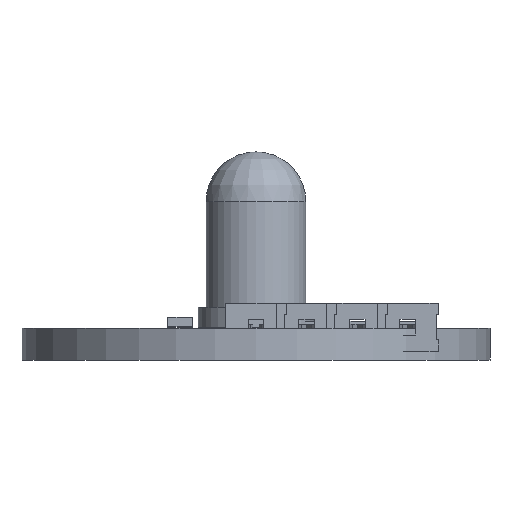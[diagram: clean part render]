
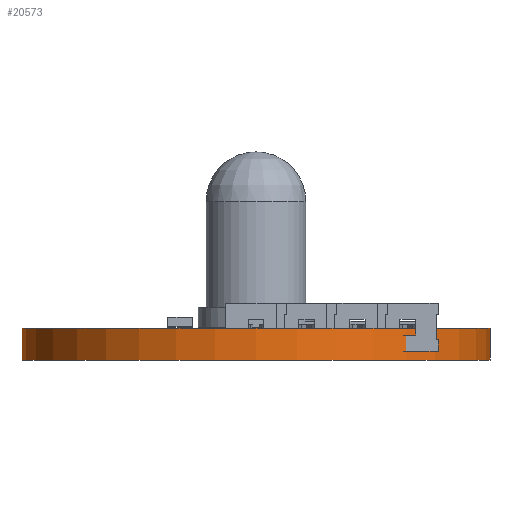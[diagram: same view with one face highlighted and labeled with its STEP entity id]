
A CAD part, left-side view. The second image highlights one B-rep face of the part: STEP entity #20573.
In plain terms, the highlighted cylindrical face has radius 11.75 mm (diameter 23.5 mm), a full revolution.
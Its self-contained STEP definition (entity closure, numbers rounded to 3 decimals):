
#20573 = ADVANCED_FACE('',(#20574),#20588,.T.);
#20574 = FACE_BOUND('',#20575,.F.);
#20575 = EDGE_LOOP('',(#20576,#20606,#20637,#20638));
#20576 = ORIENTED_EDGE('',*,*,#20577,.T.);
#20577 = EDGE_CURVE('',#20578,#20580,#20582,.T.);
#20578 = VERTEX_POINT('',#20579);
#20579 = CARTESIAN_POINT('',(11.75,0.,0.));
#20580 = VERTEX_POINT('',#20581);
#20581 = CARTESIAN_POINT('',(11.75,0.,1.6));
#20582 = SEAM_CURVE('',#20583,(#20587,#20599),.PCURVE_S1.);
#20583 = LINE('',#20584,#20585);
#20584 = CARTESIAN_POINT('',(11.75,0.,0.));
#20585 = VECTOR('',#20586,1.);
#20586 = DIRECTION('',(0.,0.,1.));
#20587 = PCURVE('',#20588,#20593);
#20588 = CYLINDRICAL_SURFACE('',#20589,11.75);
#20589 = AXIS2_PLACEMENT_3D('',#20590,#20591,#20592);
#20590 = CARTESIAN_POINT('',(0.,0.,0.));
#20591 = DIRECTION('',(0.,0.,-1.));
#20592 = DIRECTION('',(1.,0.,0.));
#20593 = DEFINITIONAL_REPRESENTATION('',(#20594),#20598);
#20594 = LINE('',#20595,#20596);
#20595 = CARTESIAN_POINT('',(0.,0.));
#20596 = VECTOR('',#20597,1.);
#20597 = DIRECTION('',(0.,-1.));
#20598 = ( GEOMETRIC_REPRESENTATION_CONTEXT(2) 
PARAMETRIC_REPRESENTATION_CONTEXT() REPRESENTATION_CONTEXT('2D SPACE',''
  ) );
#20599 = PCURVE('',#20588,#20600);
#20600 = DEFINITIONAL_REPRESENTATION('',(#20601),#20605);
#20601 = LINE('',#20602,#20603);
#20602 = CARTESIAN_POINT('',(-6.283,0.));
#20603 = VECTOR('',#20604,1.);
#20604 = DIRECTION('',(0.,-1.));
#20605 = ( GEOMETRIC_REPRESENTATION_CONTEXT(2) 
PARAMETRIC_REPRESENTATION_CONTEXT() REPRESENTATION_CONTEXT('2D SPACE',''
  ) );
#20606 = ORIENTED_EDGE('',*,*,#20607,.T.);
#20607 = EDGE_CURVE('',#20580,#20580,#20608,.T.);
#20608 = SURFACE_CURVE('',#20609,(#20614,#20621),.PCURVE_S1.);
#20609 = CIRCLE('',#20610,11.75);
#20610 = AXIS2_PLACEMENT_3D('',#20611,#20612,#20613);
#20611 = CARTESIAN_POINT('',(0.,0.,1.6));
#20612 = DIRECTION('',(0.,0.,1.));
#20613 = DIRECTION('',(1.,0.,0.));
#20614 = PCURVE('',#20588,#20615);
#20615 = DEFINITIONAL_REPRESENTATION('',(#20616),#20620);
#20616 = LINE('',#20617,#20618);
#20617 = CARTESIAN_POINT('',(0.,-1.6));
#20618 = VECTOR('',#20619,1.);
#20619 = DIRECTION('',(-1.,0.));
#20620 = ( GEOMETRIC_REPRESENTATION_CONTEXT(2) 
PARAMETRIC_REPRESENTATION_CONTEXT() REPRESENTATION_CONTEXT('2D SPACE',''
  ) );
#20621 = PCURVE('',#20622,#20627);
#20622 = PLANE('',#20623);
#20623 = AXIS2_PLACEMENT_3D('',#20624,#20625,#20626);
#20624 = CARTESIAN_POINT('',(11.75,0.,1.6));
#20625 = DIRECTION('',(0.,0.,-1.));
#20626 = DIRECTION('',(-1.,0.,0.));
#20627 = DEFINITIONAL_REPRESENTATION('',(#20628),#20636);
#20628 = ( BOUNDED_CURVE() B_SPLINE_CURVE(2,(#20629,#20630,#20631,#20632
    ,#20633,#20634,#20635),.UNSPECIFIED.,.F.,.F.) 
B_SPLINE_CURVE_WITH_KNOTS((1,2,2,2,2,1),(-2.094,0.,
    2.094,4.189,6.283,8.378),
.UNSPECIFIED.) CURVE() GEOMETRIC_REPRESENTATION_ITEM() 
RATIONAL_B_SPLINE_CURVE((1.,0.5,1.,0.5,1.,0.5,1.)) REPRESENTATION_ITEM(
  '') );
#20629 = CARTESIAN_POINT('',(0.,0.));
#20630 = CARTESIAN_POINT('',(0.,20.352));
#20631 = CARTESIAN_POINT('',(17.625,10.176));
#20632 = CARTESIAN_POINT('',(35.25,0.));
#20633 = CARTESIAN_POINT('',(17.625,-10.176));
#20634 = CARTESIAN_POINT('',(0.,-20.352));
#20635 = CARTESIAN_POINT('',(0.,0.));
#20636 = ( GEOMETRIC_REPRESENTATION_CONTEXT(2) 
PARAMETRIC_REPRESENTATION_CONTEXT() REPRESENTATION_CONTEXT('2D SPACE',''
  ) );
#20637 = ORIENTED_EDGE('',*,*,#20577,.F.);
#20638 = ORIENTED_EDGE('',*,*,#20639,.F.);
#20639 = EDGE_CURVE('',#20578,#20578,#20640,.T.);
#20640 = SURFACE_CURVE('',#20641,(#20646,#20653),.PCURVE_S1.);
#20641 = CIRCLE('',#20642,11.75);
#20642 = AXIS2_PLACEMENT_3D('',#20643,#20644,#20645);
#20643 = CARTESIAN_POINT('',(0.,0.,0.));
#20644 = DIRECTION('',(0.,0.,1.));
#20645 = DIRECTION('',(1.,0.,0.));
#20646 = PCURVE('',#20588,#20647);
#20647 = DEFINITIONAL_REPRESENTATION('',(#20648),#20652);
#20648 = LINE('',#20649,#20650);
#20649 = CARTESIAN_POINT('',(0.,0.));
#20650 = VECTOR('',#20651,1.);
#20651 = DIRECTION('',(-1.,0.));
#20652 = ( GEOMETRIC_REPRESENTATION_CONTEXT(2) 
PARAMETRIC_REPRESENTATION_CONTEXT() REPRESENTATION_CONTEXT('2D SPACE',''
  ) );
#20653 = PCURVE('',#20654,#20659);
#20654 = PLANE('',#20655);
#20655 = AXIS2_PLACEMENT_3D('',#20656,#20657,#20658);
#20656 = CARTESIAN_POINT('',(11.75,0.,0.));
#20657 = DIRECTION('',(0.,0.,-1.));
#20658 = DIRECTION('',(-1.,0.,0.));
#20659 = DEFINITIONAL_REPRESENTATION('',(#20660),#20668);
#20660 = ( BOUNDED_CURVE() B_SPLINE_CURVE(2,(#20661,#20662,#20663,#20664
    ,#20665,#20666,#20667),.UNSPECIFIED.,.F.,.F.) 
B_SPLINE_CURVE_WITH_KNOTS((1,2,2,2,2,1),(-2.094,0.,
    2.094,4.189,6.283,8.378),
.UNSPECIFIED.) CURVE() GEOMETRIC_REPRESENTATION_ITEM() 
RATIONAL_B_SPLINE_CURVE((1.,0.5,1.,0.5,1.,0.5,1.)) REPRESENTATION_ITEM(
  '') );
#20661 = CARTESIAN_POINT('',(0.,0.));
#20662 = CARTESIAN_POINT('',(0.,20.352));
#20663 = CARTESIAN_POINT('',(17.625,10.176));
#20664 = CARTESIAN_POINT('',(35.25,0.));
#20665 = CARTESIAN_POINT('',(17.625,-10.176));
#20666 = CARTESIAN_POINT('',(0.,-20.352));
#20667 = CARTESIAN_POINT('',(0.,0.));
#20668 = ( GEOMETRIC_REPRESENTATION_CONTEXT(2) 
PARAMETRIC_REPRESENTATION_CONTEXT() REPRESENTATION_CONTEXT('2D SPACE',''
  ) );
